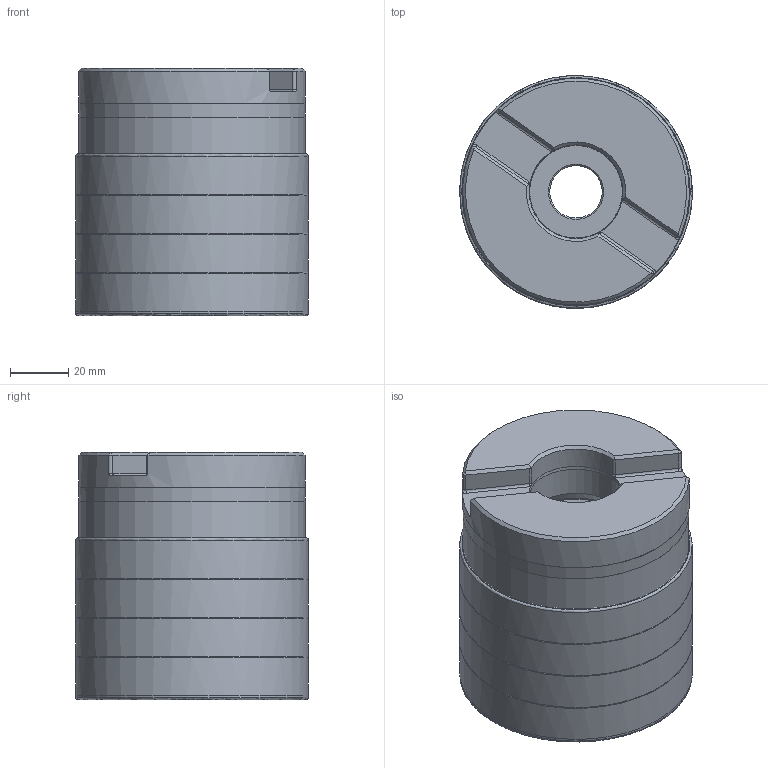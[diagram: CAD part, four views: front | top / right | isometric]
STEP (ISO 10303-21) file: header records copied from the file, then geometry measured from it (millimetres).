
FILE_DESCRIPTION(/* description */ (''),/* implementation_level */ '2;1');
FILE_NAME(/* name */ '202760634ndi000_00.stp',/* time_stamp */ '2019-12-17T07:19:24+01:00',/* author */ (''),/* organization */ (''),/* preprocessor_version */ 'ST-DEVELOPER v16.7',/* originating_system */ 'SIEMENS PLM Software NX 12.0',/* authorisation */ '');
FILE_SCHEMA (('AUTOMOTIVE_DESIGN { 1 0 10303 214 3 1 1 1 }'));
Length unit declared in the file: millimetre
Products named in the file (1): mp540430E42Dn52r
Bounding box: 79.95 x 79.91 x 85 mm (x, y, z)
Volume: 451135.8 mm3; surface area: 65927.6 mm2
Topology: 2 solids, 2 shells, 102 faces, 246 edges, 144 vertices
Faces by surface type: revolution 25, cylinder 24, cone 20, torus 17, plane 16
Full cylindrical faces by diameter (mm): 18 x1, 30.1 x1, 32.008 x1, 32.2 x1, 77.689 x1, 78 x1
Entity records: 3143 total; most frequent: CARTESIAN_POINT 1099, DIRECTION 405, ORIENTED_EDGE 346, EDGE_CURVE 173, AXIS2_PLACEMENT_3D 170, EDGE_LOOP 158, VERTEX_POINT 127, FACE_BOUND 112
